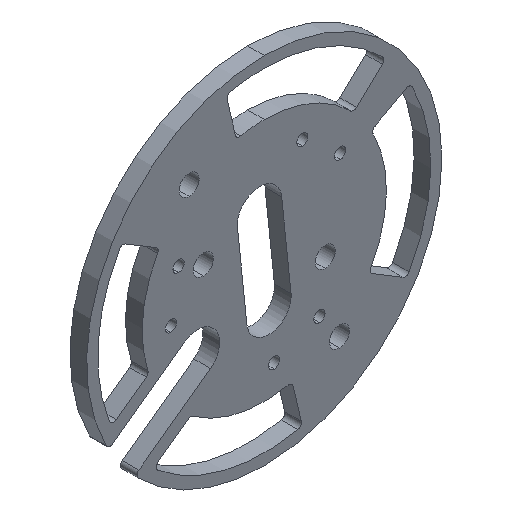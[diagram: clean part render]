
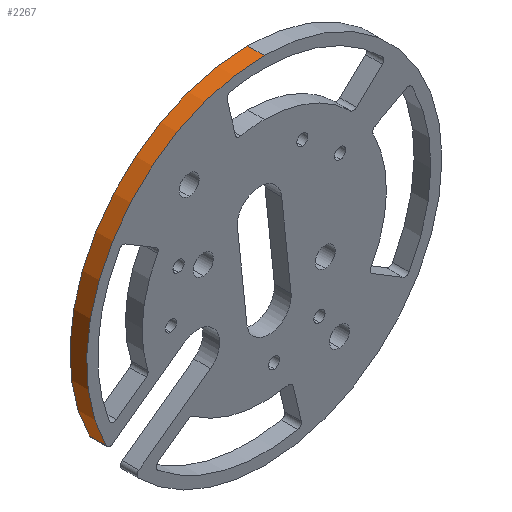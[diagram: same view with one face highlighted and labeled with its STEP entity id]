
A CAD part, isometric view. The second image highlights one B-rep face of the part: STEP entity #2267.
In plain terms, the highlighted cylindrical face has radius 101.6 mm (diameter 203.2 mm), a partial arc.
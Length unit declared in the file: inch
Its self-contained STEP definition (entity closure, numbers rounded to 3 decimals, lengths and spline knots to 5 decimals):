
#142 = ORIENTED_EDGE ( 'NONE', *, *, #1480, .T. ) ;
#150 = CARTESIAN_POINT ( 'NONE',  ( 0., 0.375, 0. ) ) ;
#286 = CARTESIAN_POINT ( 'NONE',  ( 0., 0.375, 4. ) ) ;
#303 = ORIENTED_EDGE ( 'NONE', *, *, #1512, .F. ) ;
#347 = ORIENTED_EDGE ( 'NONE', *, *, #689, .T. ) ;
#364 = VECTOR ( 'NONE', #523, 39.37008 ) ;
#457 = CIRCLE ( 'NONE', #2670, 4. ) ;
#483 = FACE_OUTER_BOUND ( 'NONE', #926, .T. ) ;
#523 = DIRECTION ( 'NONE',  ( 0., -1., 0. ) ) ;
#563 = DIRECTION ( 'NONE',  ( 0., 0., 1. ) ) ;
#689 = EDGE_CURVE ( 'NONE', #1431, #1753, #1994, .T. ) ;
#704 = CARTESIAN_POINT ( 'NONE',  ( -3.55791, 0.375, -1.82792 ) ) ;
#759 = DIRECTION ( 'NONE',  ( 0., 0., 1. ) ) ;
#777 = CARTESIAN_POINT ( 'NONE',  ( -3.55791, 0., -1.82792 ) ) ;
#895 = VECTOR ( 'NONE', #1251, 39.37008 ) ;
#926 = EDGE_LOOP ( 'NONE', ( #2105, #303, #347, #142 ) ) ;
#940 = CYLINDRICAL_SURFACE ( 'NONE', #1578, 4. ) ;
#999 = CARTESIAN_POINT ( 'NONE',  ( 0., 0., 4. ) ) ;
#1048 = VERTEX_POINT ( 'NONE', #286 ) ;
#1119 = DIRECTION ( 'NONE',  ( 0., 0., -1. ) ) ;
#1251 = DIRECTION ( 'NONE',  ( 0., -1., 0. ) ) ;
#1431 = VERTEX_POINT ( 'NONE', #704 ) ;
#1480 = EDGE_CURVE ( 'NONE', #1753, #2420, #2573, .T. ) ;
#1512 = EDGE_CURVE ( 'NONE', #1431, #1048, #457, .T. ) ;
#1527 = AXIS2_PLACEMENT_3D ( 'NONE', #2202, #2168, #563 ) ;
#1578 = AXIS2_PLACEMENT_3D ( 'NONE', #2553, #1940, #1119 ) ;
#1753 = VERTEX_POINT ( 'NONE', #777 ) ;
#1780 = DIRECTION ( 'NONE',  ( 0., 1., 0. ) ) ;
#1940 = DIRECTION ( 'NONE',  ( 0., -1., 0. ) ) ;
#1994 = LINE ( 'NONE', #2427, #895 ) ;
#2105 = ORIENTED_EDGE ( 'NONE', *, *, #2251, .F. ) ;
#2124 = LINE ( 'NONE', #2562, #364 ) ;
#2168 = DIRECTION ( 'NONE',  ( 0., 1., 0. ) ) ;
#2202 = CARTESIAN_POINT ( 'NONE',  ( 0., 0., 0. ) ) ;
#2251 = EDGE_CURVE ( 'NONE', #1048, #2420, #2124, .T. ) ;
#2267 = ADVANCED_FACE ( 'NONE', ( #483 ), #940, .T. ) ;
#2420 = VERTEX_POINT ( 'NONE', #999 ) ;
#2427 = CARTESIAN_POINT ( 'NONE',  ( -3.55791, 0.375, -1.82792 ) ) ;
#2553 = CARTESIAN_POINT ( 'NONE',  ( 0., 0.375, 0. ) ) ;
#2562 = CARTESIAN_POINT ( 'NONE',  ( 0., 0.375, 4. ) ) ;
#2573 = CIRCLE ( 'NONE', #1527, 4. ) ;
#2670 = AXIS2_PLACEMENT_3D ( 'NONE', #150, #1780, #759 ) ;
